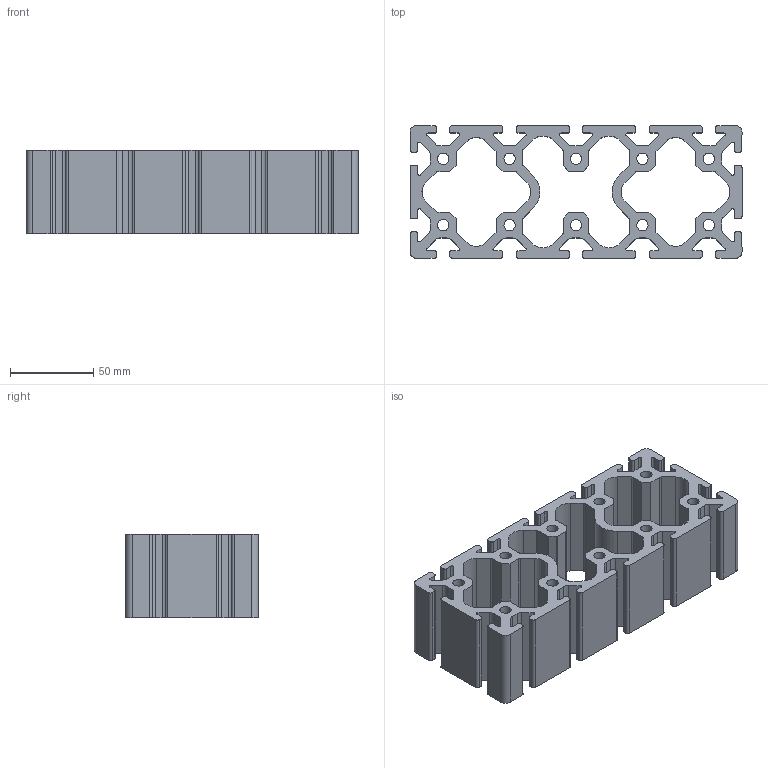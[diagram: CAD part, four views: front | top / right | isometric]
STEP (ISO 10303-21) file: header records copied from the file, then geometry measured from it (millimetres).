
FILE_DESCRIPTION (( 'STEP AP214' ), '1' );
FILE_NAME ('BASE08E0223-Profilé 8 200x80 lourd.step', '2023-03-24T09:44:10', ( 'Altae' ), ( '' ), 'SwSTEP 2.0', 'SolidWorks 2021', '' );
FILE_SCHEMA (( 'AUTOMOTIVE_DESIGN' ));
Length unit declared in the file: millimetre
Products named in the file (1): BASE08E0223-Profilé 8 200x80 lourd
Bounding box: 200 x 80 x 50 mm (x, y, z)
Volume: 296046.9 mm3; surface area: 112951.1 mm2
Topology: 1 solids, 1 shells, 382 faces, 1140 edges, 760 vertices
Faces by surface type: cylinder 198, plane 184
Entity records: 13046 total; most frequent: DIRECTION 2302, CARTESIAN_POINT 2283, ORIENTED_EDGE 2280, EDGE_CURVE 1140, AXIS2_PLACEMENT_3D 779, VERTEX_POINT 760, LINE 744, VECTOR 744
